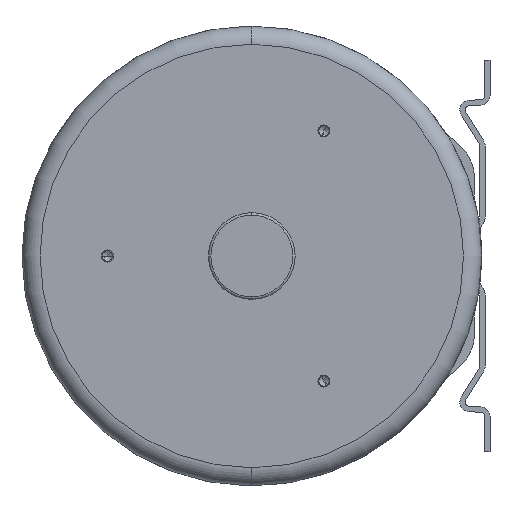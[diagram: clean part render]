
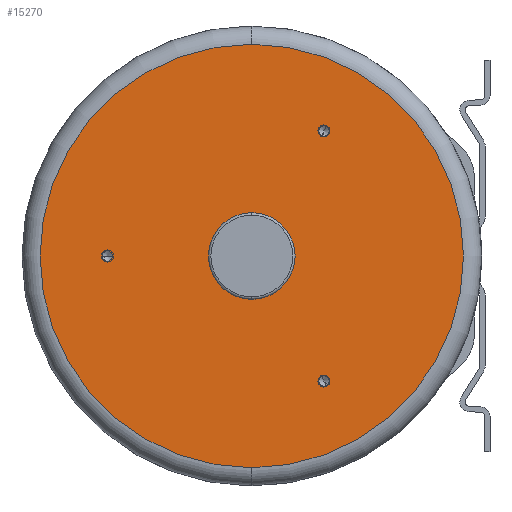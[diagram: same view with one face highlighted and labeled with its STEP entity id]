
A CAD part, left-side view. The second image highlights one B-rep face of the part: STEP entity #15270.
In plain terms, the highlighted planar face has unit normal (-1, 0, 0).
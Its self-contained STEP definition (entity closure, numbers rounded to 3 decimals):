
#366=CARTESIAN_POINT('',(-121.,0.,0.));
#367=DIRECTION('',(-1.,0.,0.));
#368=DIRECTION('',(0.,0.,1.));
#369=AXIS2_PLACEMENT_3D('',#366,#367,#368);
#371=CARTESIAN_POINT('',(-121.,0.,0.));
#372=DIRECTION('',(-1.,0.,0.));
#373=DIRECTION('',(0.,0.,-1.));
#374=AXIS2_PLACEMENT_3D('',#371,#372,#373);
#376=CARTESIAN_POINT('',(-121.,0.,0.));
#377=DIRECTION('',(-1.,0.,0.));
#378=DIRECTION('',(0.,0.,-1.));
#379=AXIS2_PLACEMENT_3D('',#376,#377,#378);
#381=CARTESIAN_POINT('',(-121.,0.,0.));
#382=DIRECTION('',(-1.,0.,0.));
#383=DIRECTION('',(0.,0.,1.));
#384=AXIS2_PLACEMENT_3D('',#381,#382,#383);
#386=CARTESIAN_POINT('',(-121.,120.,0.));
#387=DIRECTION('',(-1.,0.,0.));
#388=DIRECTION('',(0.,1.,0.));
#389=AXIS2_PLACEMENT_3D('',#386,#387,#388);
#391=CARTESIAN_POINT('',(-121.,120.,0.));
#392=DIRECTION('',(-1.,0.,0.));
#393=DIRECTION('',(0.,-1.,0.));
#394=AXIS2_PLACEMENT_3D('',#391,#392,#393);
#396=CARTESIAN_POINT('',(-121.,-60.,103.923));
#397=DIRECTION('',(-1.,0.,0.));
#398=DIRECTION('',(0.,-0.5,0.866));
#399=AXIS2_PLACEMENT_3D('',#396,#397,#398);
#401=CARTESIAN_POINT('',(-121.,-60.,103.923));
#402=DIRECTION('',(-1.,0.,0.));
#403=DIRECTION('',(0.,0.5,-0.866));
#404=AXIS2_PLACEMENT_3D('',#401,#402,#403);
#406=CARTESIAN_POINT('',(-121.,-60.,-103.923));
#407=DIRECTION('',(-1.,0.,0.));
#408=DIRECTION('',(0.,-0.5,-0.866));
#409=AXIS2_PLACEMENT_3D('',#406,#407,#408);
#411=CARTESIAN_POINT('',(-121.,-60.,-103.923));
#412=DIRECTION('',(-1.,0.,0.));
#413=DIRECTION('',(0.,0.5,0.866));
#414=AXIS2_PLACEMENT_3D('',#411,#412,#413);
#12938=CARTESIAN_POINT('',(-121.,124.25,0.));
#12939=VERTEX_POINT('',#12938);
#12940=CARTESIAN_POINT('',(-121.,115.75,0.));
#12941=VERTEX_POINT('',#12940);
#12948=CARTESIAN_POINT('',(-121.,-62.125,107.604));
#12949=VERTEX_POINT('',#12948);
#12950=CARTESIAN_POINT('',(-121.,-57.875,100.242));
#12951=VERTEX_POINT('',#12950);
#12958=CARTESIAN_POINT('',(-121.,-62.125,-107.604));
#12959=VERTEX_POINT('',#12958);
#12960=CARTESIAN_POINT('',(-121.,-57.875,-100.242));
#12961=VERTEX_POINT('',#12960);
#15153=CARTESIAN_POINT('',(-121.,0.,36.));
#15154=CARTESIAN_POINT('',(-121.,0.,-36.));
#15155=VERTEX_POINT('',#15153);
#15156=VERTEX_POINT('',#15154);
#15157=CARTESIAN_POINT('',(-121.,0.,-176.));
#15158=CARTESIAN_POINT('',(-121.,0.,176.));
#15159=VERTEX_POINT('',#15157);
#15160=VERTEX_POINT('',#15158);
#15236=CARTESIAN_POINT('',(-121.,0.,0.));
#15237=DIRECTION('',(-1.,0.,0.));
#15238=DIRECTION('',(0.,0.,1.));
#15239=AXIS2_PLACEMENT_3D('',#15236,#15237,#15238);
#15240=PLANE('',#15239);
#15242=ORIENTED_EDGE('',*,*,#15241,.F.);
#15243=ORIENTED_EDGE('',*,*,#15226,.F.);
#15244=EDGE_LOOP('',(#15242,#15243));
#15245=FACE_OUTER_BOUND('',#15244,.F.);
#15247=ORIENTED_EDGE('',*,*,#15246,.T.);
#15249=ORIENTED_EDGE('',*,*,#15248,.T.);
#15250=EDGE_LOOP('',(#15247,#15249));
#15251=FACE_BOUND('',#15250,.F.);
#15253=ORIENTED_EDGE('',*,*,#15252,.T.);
#15255=ORIENTED_EDGE('',*,*,#15254,.T.);
#15256=EDGE_LOOP('',(#15253,#15255));
#15257=FACE_BOUND('',#15256,.F.);
#15259=ORIENTED_EDGE('',*,*,#15258,.T.);
#15261=ORIENTED_EDGE('',*,*,#15260,.T.);
#15262=EDGE_LOOP('',(#15259,#15261));
#15263=FACE_BOUND('',#15262,.F.);
#15265=ORIENTED_EDGE('',*,*,#15264,.T.);
#15267=ORIENTED_EDGE('',*,*,#15266,.T.);
#15268=EDGE_LOOP('',(#15265,#15267));
#15269=FACE_BOUND('',#15268,.F.);
#15270=ADVANCED_FACE('',(#15245,#15251,#15257,#15263,#15269),#15240,.T.);
#370=CIRCLE('',#369,36.);
#375=CIRCLE('',#374,36.);
#380=CIRCLE('',#379,176.);
#385=CIRCLE('',#384,176.);
#390=CIRCLE('',#389,4.25);
#395=CIRCLE('',#394,4.25);
#400=CIRCLE('',#399,4.25);
#405=CIRCLE('',#404,4.25);
#410=CIRCLE('',#409,4.25);
#415=CIRCLE('',#414,4.25);
#15226=EDGE_CURVE('',#15160,#15159,#385,.T.);
#15241=EDGE_CURVE('',#15159,#15160,#380,.T.);
#15246=EDGE_CURVE('',#15155,#15156,#370,.T.);
#15248=EDGE_CURVE('',#15156,#15155,#375,.T.);
#15252=EDGE_CURVE('',#12939,#12941,#390,.T.);
#15254=EDGE_CURVE('',#12941,#12939,#395,.T.);
#15258=EDGE_CURVE('',#12949,#12951,#400,.T.);
#15260=EDGE_CURVE('',#12951,#12949,#405,.T.);
#15264=EDGE_CURVE('',#12959,#12961,#410,.T.);
#15266=EDGE_CURVE('',#12961,#12959,#415,.T.);
